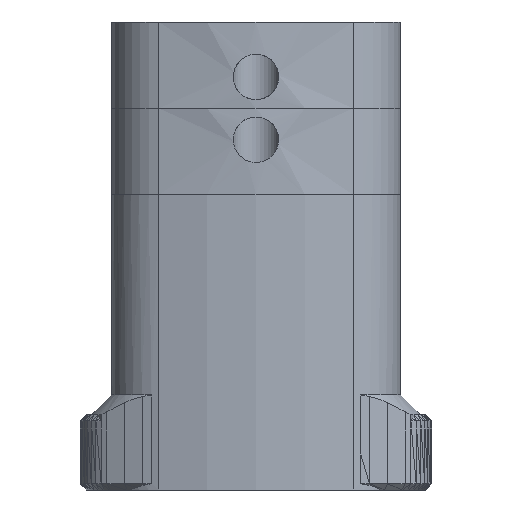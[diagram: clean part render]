
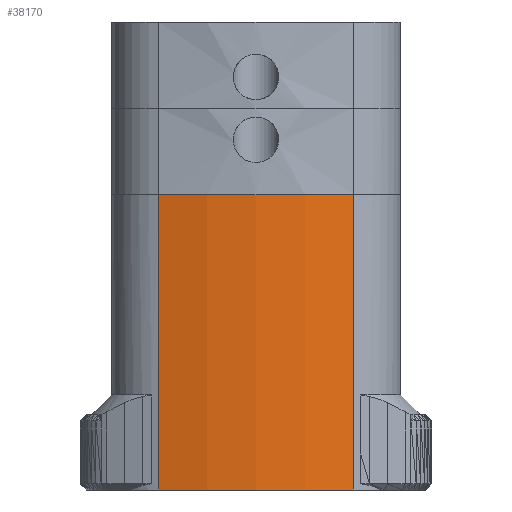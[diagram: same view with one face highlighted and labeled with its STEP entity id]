
A CAD part, front view. The second image highlights one B-rep face of the part: STEP entity #38170.
In plain terms, the highlighted cylindrical face has radius 22.016 mm (diameter 44.032 mm), a partial arc.
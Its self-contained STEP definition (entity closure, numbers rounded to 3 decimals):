
#435 = VECTOR ( 'NONE', #8382, 1000. ) ;
#757 = CARTESIAN_POINT ( 'NONE',  ( 101.021, 69.527, 0. ) ) ;
#3275 = DIRECTION ( 'NONE',  ( 0., 0., -1. ) ) ;
#4580 = CARTESIAN_POINT ( 'NONE',  ( 101.021, 69.527, -20.515 ) ) ;
#5695 = EDGE_LOOP ( 'NONE', ( #13268, #33070, #29232, #28487 ) ) ;
#6043 = DIRECTION ( 'NONE',  ( 0., 0., 1. ) ) ;
#8351 = VERTEX_POINT ( 'NONE', #47485 ) ;
#8382 = DIRECTION ( 'NONE',  ( 0., 0., 1. ) ) ;
#10183 = CARTESIAN_POINT ( 'NONE',  ( 107.2, 90.659, 18.8 ) ) ;
#11223 = DIRECTION ( 'NONE',  ( 1., 0., 0. ) ) ;
#13268 = ORIENTED_EDGE ( 'NONE', *, *, #36302, .F. ) ;
#17104 = FACE_OUTER_BOUND ( 'NONE', #5695, .T. ) ;
#18412 = DIRECTION ( 'NONE',  ( 0., 0., 1. ) ) ;
#18482 = AXIS2_PLACEMENT_3D ( 'NONE', #48766, #3275, #22473 ) ;
#18855 = CARTESIAN_POINT ( 'NONE',  ( 107.2, 90.659, -20.515 ) ) ;
#19395 = LINE ( 'NONE', #4580, #435 ) ;
#19757 = CIRCLE ( 'NONE', #18482, 22.016 ) ;
#20201 = CARTESIAN_POINT ( 'NONE',  ( 101.021, 69.527, 18.8 ) ) ;
#20253 = CIRCLE ( 'NONE', #24502, 22.016 ) ;
#20595 = LINE ( 'NONE', #40733, #39533 ) ;
#22240 = EDGE_CURVE ( 'NONE', #38805, #41785, #19757, .T. ) ;
#22473 = DIRECTION ( 'NONE',  ( 1., 0., 0. ) ) ;
#24502 = AXIS2_PLACEMENT_3D ( 'NONE', #10183, #6043, #36493 ) ;
#26299 = EDGE_CURVE ( 'NONE', #41785, #27582, #19395, .T. ) ;
#27582 = VERTEX_POINT ( 'NONE', #20201 ) ;
#28487 = ORIENTED_EDGE ( 'NONE', *, *, #30225, .T. ) ;
#29232 = ORIENTED_EDGE ( 'NONE', *, *, #22240, .F. ) ;
#29940 = DIRECTION ( 'NONE',  ( 0., 0., 1. ) ) ;
#30225 = EDGE_CURVE ( 'NONE', #38805, #8351, #20595, .T. ) ;
#33070 = ORIENTED_EDGE ( 'NONE', *, *, #26299, .F. ) ;
#36302 = EDGE_CURVE ( 'NONE', #27582, #8351, #20253, .T. ) ;
#36493 = DIRECTION ( 'NONE',  ( 1., 0., 0. ) ) ;
#37464 = CARTESIAN_POINT ( 'NONE',  ( 113.379, 69.527, 0. ) ) ;
#38170 = ADVANCED_FACE ( 'NONE', ( #17104 ), #42516, .T. ) ;
#38190 = AXIS2_PLACEMENT_3D ( 'NONE', #18855, #29940, #11223 ) ;
#38805 = VERTEX_POINT ( 'NONE', #37464 ) ;
#39533 = VECTOR ( 'NONE', #18412, 1000. ) ;
#40733 = CARTESIAN_POINT ( 'NONE',  ( 113.379, 69.527, -20.515 ) ) ;
#41785 = VERTEX_POINT ( 'NONE', #757 ) ;
#42516 = CYLINDRICAL_SURFACE ( 'NONE', #38190, 22.016 ) ;
#47485 = CARTESIAN_POINT ( 'NONE',  ( 113.379, 69.527, 18.8 ) ) ;
#48766 = CARTESIAN_POINT ( 'NONE',  ( 107.2, 90.659, 0. ) ) ;
